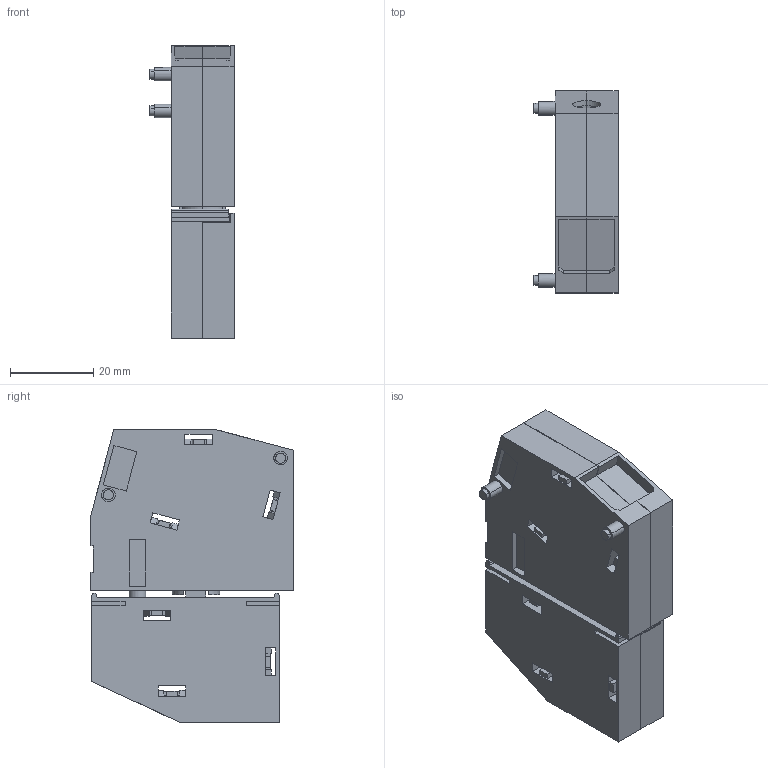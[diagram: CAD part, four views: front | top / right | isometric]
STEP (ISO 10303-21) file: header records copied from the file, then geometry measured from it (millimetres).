
FILE_DESCRIPTION(('CATIA V5 STEP Exchange','CAx-IF Rec.Pracs.--- Model Styling and Organization---1.2---2011-12-15'),'2;1');
FILE_NAME ('D1462298_0', '2017-07-20T12:43:28+00:00', ('none'), ('Weidmueller'), 'CATIA Version 5-6 Release 2014', 'CATIA V5 STEP AP214', 'none');
FILE_SCHEMA(('AUTOMOTIVE_DESIGN { 1 0 10303 214 1 1 1 1 }'));
Length unit declared in the file: millimetre
Products named in the file (1): 2444640000
Bounding box: 20.16 x 48.5 x 70.1 mm (x, y, z)
Volume: 41698.8 mm3; surface area: 16248.9 mm2
Topology: 4 solids, 4 shells, 475 faces, 1292 edges, 864 vertices
Faces by surface type: plane 422, cylinder 49, extrusion 4
Entity records: 14744 total; most frequent: CARTESIAN_POINT 2748, ORIENTED_EDGE 2584, DIRECTION 1959, EDGE_CURVE 1292, VECTOR 1182, LINE 1178, VERTEX_POINT 864, EDGE_LOOP 526
